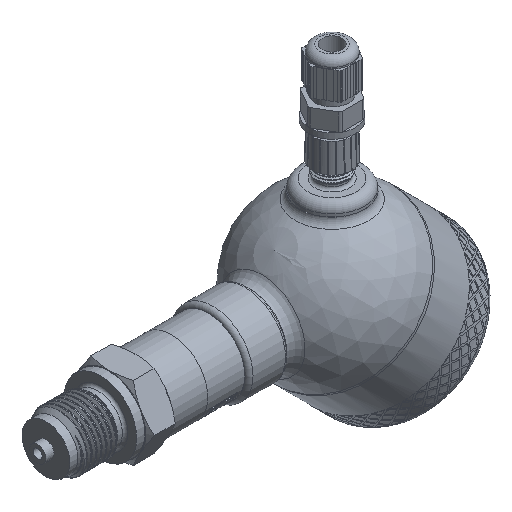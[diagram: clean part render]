
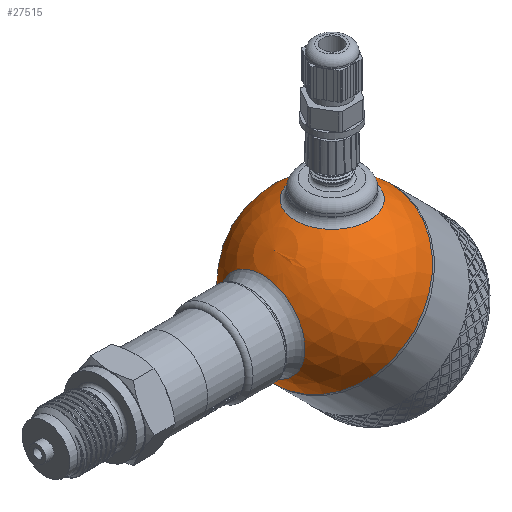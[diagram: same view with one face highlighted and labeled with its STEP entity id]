
A CAD part, isometric view. The second image highlights one B-rep face of the part: STEP entity #27515.
In plain terms, the highlighted spherical face has radius 30 mm.
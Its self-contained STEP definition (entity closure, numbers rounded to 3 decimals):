
#65=SPHERICAL_SURFACE('',#29171,30.);
#146=FACE_BOUND('',#3860,.T.);
#147=FACE_BOUND('',#3861,.T.);
#2107=FACE_OUTER_BOUND('',#3859,.T.);
#3859=EDGE_LOOP('',(#19921,#19922,#19923,#19924));
#3860=EDGE_LOOP('',(#19925));
#3861=EDGE_LOOP('',(#19926));
#5503=CIRCLE('',#29093,30.);
#5504=CIRCLE('',#29094,30.);
#5531=CIRCLE('',#29167,13.5);
#5534=CIRCLE('',#29172,30.);
#5535=CIRCLE('',#29173,15.643);
#10950=VERTEX_POINT('',#38713);
#10951=VERTEX_POINT('',#38715);
#11450=VERTEX_POINT('',#45102);
#11452=VERTEX_POINT('',#45109);
#11453=VERTEX_POINT('',#45111);
#13892=EDGE_CURVE('',#10950,#10951,#5503,.T.);
#13893=EDGE_CURVE('',#10951,#10950,#5504,.T.);
#14644=EDGE_CURVE('',#11450,#11450,#5531,.T.);
#14647=EDGE_CURVE('',#10951,#11452,#5534,.T.);
#14648=EDGE_CURVE('',#11453,#11453,#5535,.T.);
#19921=ORIENTED_EDGE('',*,*,#13893,.F.);
#19922=ORIENTED_EDGE('',*,*,#14647,.T.);
#19923=ORIENTED_EDGE('',*,*,#14647,.F.);
#19924=ORIENTED_EDGE('',*,*,#13892,.F.);
#19925=ORIENTED_EDGE('',*,*,#14648,.F.);
#19926=ORIENTED_EDGE('',*,*,#14644,.F.);
#27515=ADVANCED_FACE('',(#2107,#146,#147),#65,.T.);
#29093=AXIS2_PLACEMENT_3D('',#38716,#30583,#30584);
#29094=AXIS2_PLACEMENT_3D('',#38717,#30585,#30586);
#29167=AXIS2_PLACEMENT_3D('',#45103,#30995,#30996);
#29171=AXIS2_PLACEMENT_3D('',#45108,#31003,#31004);
#29172=AXIS2_PLACEMENT_3D('',#45110,#31005,#31006);
#29173=AXIS2_PLACEMENT_3D('',#45112,#31007,#31008);
#30583=DIRECTION('center_axis',(1.,0.,0.));
#30584=DIRECTION('ref_axis',(0.,1.,0.));
#30585=DIRECTION('center_axis',(1.,0.,0.));
#30586=DIRECTION('ref_axis',(0.,1.,0.));
#30995=DIRECTION('center_axis',(-0.707,0.,-0.707));
#30996=DIRECTION('ref_axis',(-0.707,0.,0.707));
#31003=DIRECTION('center_axis',(1.,0.,0.));
#31004=DIRECTION('ref_axis',(0.,-1.,0.));
#31005=DIRECTION('center_axis',(0.,0.,1.));
#31006=DIRECTION('ref_axis',(0.,1.,0.));
#31007=DIRECTION('center_axis',(-0.707,0.,0.707));
#31008=DIRECTION('ref_axis',(0.707,0.,0.707));
#38713=CARTESIAN_POINT('',(0.,-30.,0.));
#38715=CARTESIAN_POINT('',(0.,30.,0.));
#38716=CARTESIAN_POINT('Origin',(0.,0.,0.));
#38717=CARTESIAN_POINT('Origin',(0.,0.,0.));
#45102=CARTESIAN_POINT('',(-9.398,0.,-28.49));
#45103=CARTESIAN_POINT('Origin',(-18.944,0.,-18.944));
#45108=CARTESIAN_POINT('Origin',(0.,0.,0.));
#45109=CARTESIAN_POINT('',(-30.,0.,0.));
#45110=CARTESIAN_POINT('Origin',(0.,0.,0.));
#45111=CARTESIAN_POINT('',(-29.162,0.,7.04));
#45112=CARTESIAN_POINT('Origin',(-18.101,0.,18.101));
